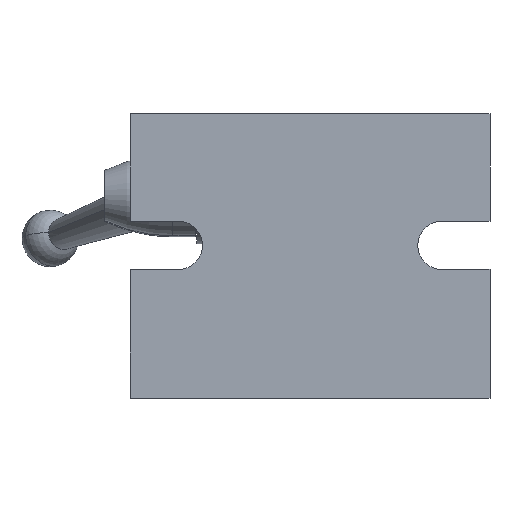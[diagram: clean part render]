
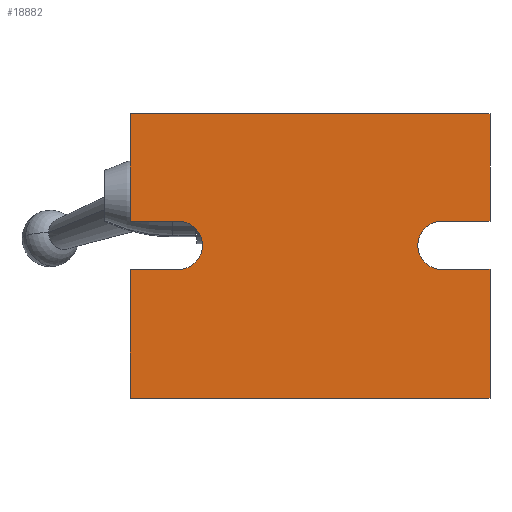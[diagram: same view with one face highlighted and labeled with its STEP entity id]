
A CAD part, front view. The second image highlights one B-rep face of the part: STEP entity #18882.
In plain terms, the highlighted planar face has unit normal (0, -1, 0).
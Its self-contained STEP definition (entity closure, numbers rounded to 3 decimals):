
#290 = ORIENTED_EDGE ( 'NONE', *, *, #23177, .T. ) ;
#752 = DIRECTION ( 'NONE',  ( 1., 0., 0. ) ) ;
#1344 = ORIENTED_EDGE ( 'NONE', *, *, #21682, .T. ) ;
#1630 = VECTOR ( 'NONE', #23886, 1000. ) ;
#1756 = CARTESIAN_POINT ( 'NONE',  ( 63.5, 0., 62.5 ) ) ;
#1759 = EDGE_CURVE ( 'NONE', #22934, #2274, #7813, .T. ) ;
#1847 = ORIENTED_EDGE ( 'NONE', *, *, #2856, .F. ) ;
#1964 = LINE ( 'NONE', #22633, #7886 ) ;
#2274 = VERTEX_POINT ( 'NONE', #4123 ) ;
#2656 = CARTESIAN_POINT ( 'NONE',  ( -63.5, 0., 18. ) ) ;
#2856 = EDGE_CURVE ( 'NONE', #22934, #15863, #1964, .T. ) ;
#3500 = VERTEX_POINT ( 'NONE', #10487 ) ;
#3684 = DIRECTION ( 'NONE',  ( -1., 0., 0. ) ) ;
#3730 = VERTEX_POINT ( 'NONE', #18334 ) ;
#4123 = CARTESIAN_POINT ( 'NONE',  ( -63.5, 0., 62.5 ) ) ;
#4155 = CARTESIAN_POINT ( 'NONE',  ( -63.5, 0., 0. ) ) ;
#4379 = VERTEX_POINT ( 'NONE', #4743 ) ;
#4743 = CARTESIAN_POINT ( 'NONE',  ( -46.5, 0., 62.5 ) ) ;
#4830 = LINE ( 'NONE', #12431, #19280 ) ;
#5422 = DIRECTION ( 'NONE',  ( -1., 0., 0. ) ) ;
#5595 = DIRECTION ( 'NONE',  ( 1., 0., 0. ) ) ;
#6067 = ORIENTED_EDGE ( 'NONE', *, *, #13126, .F. ) ;
#6347 = VECTOR ( 'NONE', #3684, 1000. ) ;
#6396 = VECTOR ( 'NONE', #5595, 1000. ) ;
#6661 = AXIS2_PLACEMENT_3D ( 'NONE', #15824, #8717, #752 ) ;
#6715 = LINE ( 'NONE', #15801, #14931 ) ;
#7813 = LINE ( 'NONE', #2656, #20745 ) ;
#7886 = VECTOR ( 'NONE', #20316, 1000. ) ;
#7899 = AXIS2_PLACEMENT_3D ( 'NONE', #13938, #21390, #8300 ) ;
#8011 = VERTEX_POINT ( 'NONE', #19254 ) ;
#8300 = DIRECTION ( 'NONE',  ( 0., 0., 1. ) ) ;
#8717 = DIRECTION ( 'NONE',  ( 0., 1., 0. ) ) ;
#8814 = DIRECTION ( 'NONE',  ( 1., 0., 0. ) ) ;
#9324 = CARTESIAN_POINT ( 'NONE',  ( -63.5, 0., 18. ) ) ;
#9354 = ORIENTED_EDGE ( 'NONE', *, *, #23110, .T. ) ;
#9793 = CARTESIAN_POINT ( 'NONE',  ( 46.5, 0., 54. ) ) ;
#10152 = DIRECTION ( 'NONE',  ( 0., 0., 1. ) ) ;
#10158 = EDGE_CURVE ( 'NONE', #15863, #24190, #4830, .T. ) ;
#10487 = CARTESIAN_POINT ( 'NONE',  ( -63.5, 0., 45.5 ) ) ;
#10565 = VERTEX_POINT ( 'NONE', #15313 ) ;
#11043 = CARTESIAN_POINT ( 'NONE',  ( 63.5, 0., 45.5 ) ) ;
#11099 = CARTESIAN_POINT ( 'NONE',  ( 63.5, 0., 100.5 ) ) ;
#11193 = EDGE_CURVE ( 'NONE', #2274, #4379, #12316, .T. ) ;
#11399 = LINE ( 'NONE', #11043, #6347 ) ;
#11576 = AXIS2_PLACEMENT_3D ( 'NONE', #9793, #15311, #10152 ) ;
#11838 = VERTEX_POINT ( 'NONE', #21343 ) ;
#12316 = LINE ( 'NONE', #20763, #6396 ) ;
#12325 = DIRECTION ( 'NONE',  ( 0., 0., -1. ) ) ;
#12431 = CARTESIAN_POINT ( 'NONE',  ( 63.5, 0., 18. ) ) ;
#12507 = ORIENTED_EDGE ( 'NONE', *, *, #21274, .T. ) ;
#12564 = VERTEX_POINT ( 'NONE', #17004 ) ;
#12999 = ORIENTED_EDGE ( 'NONE', *, *, #11193, .T. ) ;
#13126 = EDGE_CURVE ( 'NONE', #15809, #3730, #17819, .T. ) ;
#13285 = ORIENTED_EDGE ( 'NONE', *, *, #20038, .T. ) ;
#13494 = LINE ( 'NONE', #4155, #23290 ) ;
#13505 = ORIENTED_EDGE ( 'NONE', *, *, #10158, .F. ) ;
#13542 = ORIENTED_EDGE ( 'NONE', *, *, #20941, .T. ) ;
#13788 = CIRCLE ( 'NONE', #7899, 8.5 ) ;
#13938 = CARTESIAN_POINT ( 'NONE',  ( -46.5, 0., 54. ) ) ;
#14484 = VECTOR ( 'NONE', #5422, 1000. ) ;
#14931 = VECTOR ( 'NONE', #8814, 1000. ) ;
#14962 = LINE ( 'NONE', #9324, #1630 ) ;
#15077 = CARTESIAN_POINT ( 'NONE',  ( -63.5, 0., 100.5 ) ) ;
#15249 = EDGE_CURVE ( 'NONE', #15809, #12564, #11399, .T. ) ;
#15311 = DIRECTION ( 'NONE',  ( 0., 1., 0. ) ) ;
#15313 = CARTESIAN_POINT ( 'NONE',  ( -63.5, 0., 0. ) ) ;
#15533 = DIRECTION ( 'NONE',  ( 0., 0., -1. ) ) ;
#15591 = DIRECTION ( 'NONE',  ( 0., 0., -1. ) ) ;
#15801 = CARTESIAN_POINT ( 'NONE',  ( 63.5, 0., 62.5 ) ) ;
#15809 = VERTEX_POINT ( 'NONE', #24165 ) ;
#15824 = CARTESIAN_POINT ( 'NONE',  ( -63.5, 0., 18. ) ) ;
#15863 = VERTEX_POINT ( 'NONE', #11099 ) ;
#15924 = ORIENTED_EDGE ( 'NONE', *, *, #1759, .T. ) ;
#16047 = PLANE ( 'NONE',  #6661 ) ;
#16618 = ORIENTED_EDGE ( 'NONE', *, *, #15249, .T. ) ;
#17004 = CARTESIAN_POINT ( 'NONE',  ( 46.5, 0., 45.5 ) ) ;
#17666 = VECTOR ( 'NONE', #15591, 1000. ) ;
#17819 = LINE ( 'NONE', #19394, #17666 ) ;
#18284 = EDGE_LOOP ( 'NONE', ( #1344, #13285, #13542, #290, #6067, #16618, #9354, #12507, #13505, #1847, #15924, #12999 ) ) ;
#18334 = CARTESIAN_POINT ( 'NONE',  ( 63.5, 0., 0. ) ) ;
#18882 = ADVANCED_FACE ( 'NONE', ( #21329 ), #16047, .F. ) ;
#19101 = DIRECTION ( 'NONE',  ( 1., 0., 0. ) ) ;
#19254 = CARTESIAN_POINT ( 'NONE',  ( 46.5, 0., 62.5 ) ) ;
#19280 = VECTOR ( 'NONE', #12325, 1000. ) ;
#19394 = CARTESIAN_POINT ( 'NONE',  ( 63.5, 0., 18. ) ) ;
#20038 = EDGE_CURVE ( 'NONE', #11838, #3500, #22328, .T. ) ;
#20151 = CIRCLE ( 'NONE', #11576, 8.5 ) ;
#20316 = DIRECTION ( 'NONE',  ( 1., 0., 0. ) ) ;
#20745 = VECTOR ( 'NONE', #15533, 1000. ) ;
#20763 = CARTESIAN_POINT ( 'NONE',  ( -63.5, 0., 62.5 ) ) ;
#20941 = EDGE_CURVE ( 'NONE', #3500, #10565, #14962, .T. ) ;
#21274 = EDGE_CURVE ( 'NONE', #8011, #24190, #6715, .T. ) ;
#21329 = FACE_OUTER_BOUND ( 'NONE', #18284, .T. ) ;
#21343 = CARTESIAN_POINT ( 'NONE',  ( -46.5, 0., 45.5 ) ) ;
#21390 = DIRECTION ( 'NONE',  ( 0., 1., 0. ) ) ;
#21682 = EDGE_CURVE ( 'NONE', #4379, #11838, #13788, .T. ) ;
#22213 = CARTESIAN_POINT ( 'NONE',  ( -63.5, 0., 45.5 ) ) ;
#22328 = LINE ( 'NONE', #22213, #14484 ) ;
#22633 = CARTESIAN_POINT ( 'NONE',  ( -63.5, 0., 100.5 ) ) ;
#22934 = VERTEX_POINT ( 'NONE', #15077 ) ;
#23110 = EDGE_CURVE ( 'NONE', #12564, #8011, #20151, .T. ) ;
#23177 = EDGE_CURVE ( 'NONE', #10565, #3730, #13494, .T. ) ;
#23290 = VECTOR ( 'NONE', #19101, 1000. ) ;
#23886 = DIRECTION ( 'NONE',  ( 0., 0., -1. ) ) ;
#24165 = CARTESIAN_POINT ( 'NONE',  ( 63.5, 0., 45.5 ) ) ;
#24190 = VERTEX_POINT ( 'NONE', #1756 ) ;
